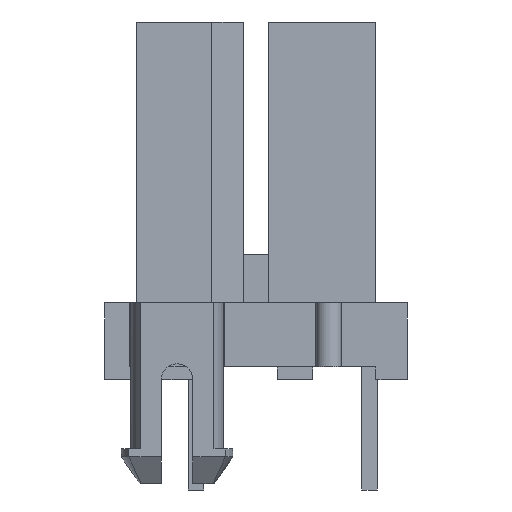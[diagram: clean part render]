
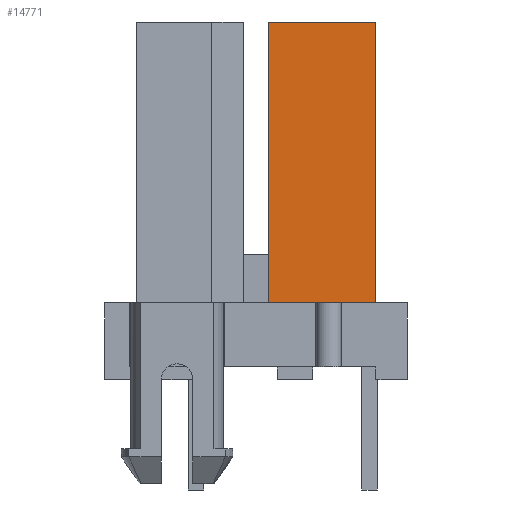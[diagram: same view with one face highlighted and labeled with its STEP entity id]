
A CAD part, left-side view. The second image highlights one B-rep face of the part: STEP entity #14771.
In plain terms, the highlighted planar face has unit normal (-1, 0, 0).
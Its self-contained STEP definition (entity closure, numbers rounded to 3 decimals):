
#86=DIRECTION('',(0.,-1.,0.));
#87=VECTOR('',#86,3.4);
#88=CARTESIAN_POINT('',(-16.4,-0.4,0.));
#89=LINE('',#88,#87);
#4383=DIRECTION('',(0.,0.,1.));
#4384=VECTOR('',#4383,8.9);
#4385=CARTESIAN_POINT('',(-16.4,-3.8,0.));
#4386=LINE('',#4385,#4384);
#4387=DIRECTION('',(0.,0.,1.));
#4388=VECTOR('',#4387,8.9);
#4389=CARTESIAN_POINT('',(-16.4,-0.4,0.));
#4390=LINE('',#4389,#4388);
#4415=DIRECTION('',(0.,-1.,0.));
#4416=VECTOR('',#4415,3.4);
#4417=CARTESIAN_POINT('',(-16.4,-0.4,8.9));
#4418=LINE('',#4417,#4416);
#6457=CARTESIAN_POINT('',(-16.4,-0.4,8.9));
#6458=CARTESIAN_POINT('',(-16.4,-3.8,8.9));
#6459=VERTEX_POINT('',#6457);
#6460=VERTEX_POINT('',#6458);
#6477=CARTESIAN_POINT('',(-16.4,-0.4,0.));
#6478=CARTESIAN_POINT('',(-16.4,-3.8,0.));
#6479=VERTEX_POINT('',#6477);
#6480=VERTEX_POINT('',#6478);
#14759=CARTESIAN_POINT('',(-16.4,-0.4,0.));
#14760=DIRECTION('',(-1.,0.,0.));
#14761=DIRECTION('',(0.,-1.,0.));
#14762=AXIS2_PLACEMENT_3D('',#14759,#14760,#14761);
#14763=PLANE('',#14762);
#14764=ORIENTED_EDGE('',*,*,#8538,.F.);
#14765=ORIENTED_EDGE('',*,*,#14724,.T.);
#14767=ORIENTED_EDGE('',*,*,#14766,.T.);
#14768=ORIENTED_EDGE('',*,*,#14751,.F.);
#14769=EDGE_LOOP('',(#14764,#14765,#14767,#14768));
#14770=FACE_OUTER_BOUND('',#14769,.F.);
#14771=ADVANCED_FACE('',(#14770),#14763,.T.);
#8538=EDGE_CURVE('',#6479,#6480,#89,.T.);
#14724=EDGE_CURVE('',#6479,#6459,#4390,.T.);
#14751=EDGE_CURVE('',#6480,#6460,#4386,.T.);
#14766=EDGE_CURVE('',#6459,#6460,#4418,.T.);
